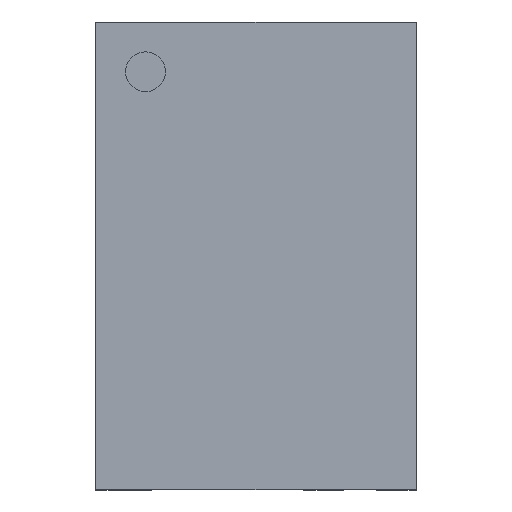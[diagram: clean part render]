
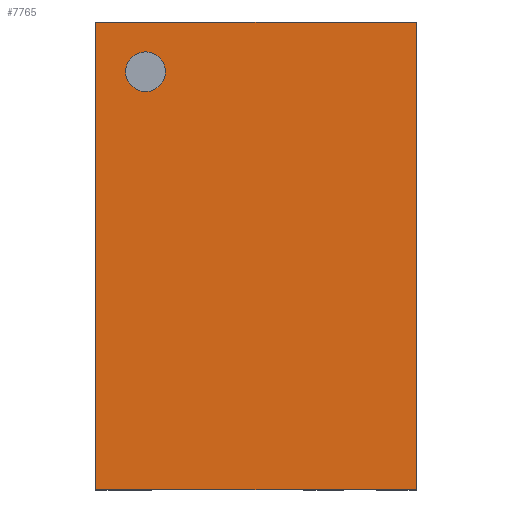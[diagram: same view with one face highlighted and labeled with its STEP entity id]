
A CAD part, top view. The second image highlights one B-rep face of the part: STEP entity #7765.
In plain terms, the highlighted planar face has unit normal (0, 0, 1).
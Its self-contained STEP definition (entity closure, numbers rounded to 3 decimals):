
#569=LINE('',#12336,#734);
#570=LINE('',#12339,#735);
#571=LINE('',#12341,#736);
#572=LINE('',#12343,#737);
#734=VECTOR('',#9830,1000.);
#735=VECTOR('',#9831,1000.);
#736=VECTOR('',#9832,1000.);
#737=VECTOR('',#9833,1000.);
#1230=ORIENTED_EDGE('',*,*,#2879,.T.);
#1231=ORIENTED_EDGE('',*,*,#2880,.T.);
#1232=ORIENTED_EDGE('',*,*,#2881,.T.);
#1233=ORIENTED_EDGE('',*,*,#2882,.T.);
#1234=ORIENTED_EDGE('',*,*,#2874,.T.);
#2874=EDGE_CURVE('',#3699,#3699,#4465,.T.);
#2879=EDGE_CURVE('',#3704,#3705,#569,.T.);
#2880=EDGE_CURVE('',#3705,#3706,#570,.T.);
#2881=EDGE_CURVE('',#3706,#3707,#571,.T.);
#2882=EDGE_CURVE('',#3707,#3704,#572,.T.);
#3699=VERTEX_POINT('',#12325);
#3704=VERTEX_POINT('',#12337);
#3705=VERTEX_POINT('',#12338);
#3706=VERTEX_POINT('',#12340);
#3707=VERTEX_POINT('',#12342);
#4465=CIRCLE('',#8645,0.2);
#4910=EDGE_LOOP('',(#1230,#1231,#1232,#1233));
#4911=EDGE_LOOP('',(#1234));
#6295=FACE_BOUND('',#4910,.T.);
#6296=FACE_BOUND('',#4911,.T.);
#7678=PLANE('',#8647);
#7765=ADVANCED_FACE('',(#6295,#6296),#7678,.T.);
#8645=AXIS2_PLACEMENT_3D('',#12324,#9820,#9821);
#8647=AXIS2_PLACEMENT_3D('',#12335,#9828,#9829);
#9820=DIRECTION('',(0.,0.,-1.));
#9821=DIRECTION('',(1.,0.,0.));
#9828=DIRECTION('',(0.,0.,1.));
#9829=DIRECTION('',(1.,0.,0.));
#9830=DIRECTION('',(0.,-1.,0.));
#9831=DIRECTION('',(1.,0.,0.));
#9832=DIRECTION('',(0.,1.,0.));
#9833=DIRECTION('',(-1.,0.,0.));
#12324=CARTESIAN_POINT('',(-1.85,-1.11,1.88));
#12325=CARTESIAN_POINT('',(-1.65,-1.11,1.88));
#12335=CARTESIAN_POINT('',(0.,0.,1.88));
#12336=CARTESIAN_POINT('',(-2.35,1.61,1.88));
#12337=CARTESIAN_POINT('',(-2.35,1.61,1.88));
#12338=CARTESIAN_POINT('',(-2.35,-1.61,1.88));
#12339=CARTESIAN_POINT('',(-2.35,-1.61,1.88));
#12340=CARTESIAN_POINT('',(2.35,-1.61,1.88));
#12341=CARTESIAN_POINT('',(2.35,-1.61,1.88));
#12342=CARTESIAN_POINT('',(2.35,1.61,1.88));
#12343=CARTESIAN_POINT('',(2.35,1.61,1.88));
